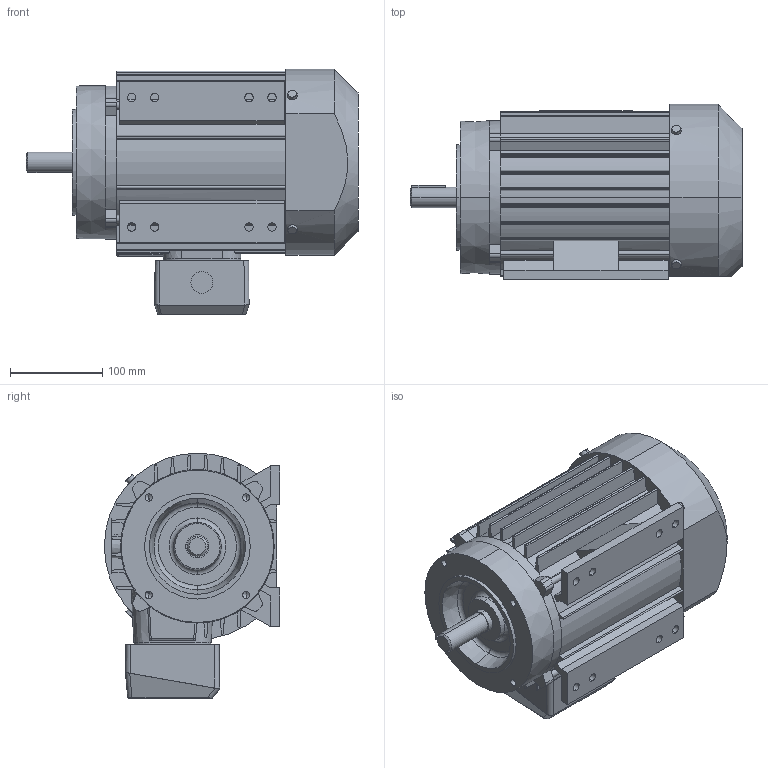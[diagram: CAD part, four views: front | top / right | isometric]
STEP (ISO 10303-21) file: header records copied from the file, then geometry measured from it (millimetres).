
FILE_DESCRIPTION (( 'STEP AP203' ), '1' );
FILE_NAME ('SIE145TC.STEP', '2012-10-25T09:25:36', ( 'INDUKTA' ), ( 'INDUKTA' ), 'SwSTEP 2.0', 'SolidWorks 2003064', '' );
FILE_SCHEMA (( 'CONFIG_CONTROL_DESIGN' ));
Length unit declared in the file: millimetre
Products named in the file (1): SIE145TC
Bounding box: 359.3 x 189.75 x 265.85 mm (x, y, z)
Volume: 8445365.1 mm3; surface area: 447124.4 mm2
Topology: 5 solids, 5 shells, 519 faces, 1359 edges, 871 vertices
Faces by surface type: plane 308, cylinder 152, cone 29, bspline 24, torus 4, sphere 2
Entity records: 19270 total; most frequent: CARTESIAN_POINT 6530, ORIENTED_EDGE 2702, DIRECTION 2545, EDGE_CURVE 1351, LINE 885, VECTOR 885, VERTEX_POINT 871, AXIS2_PLACEMENT_3D 830
